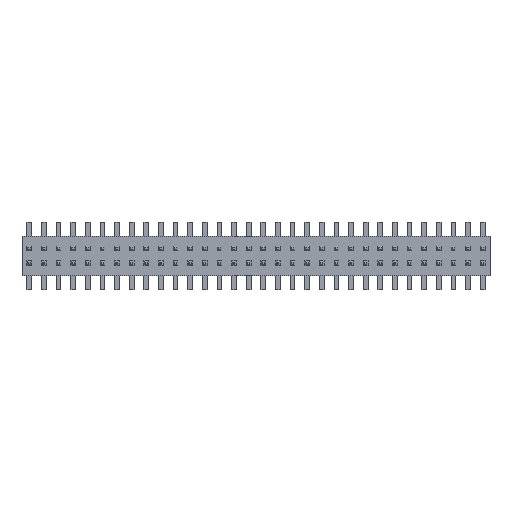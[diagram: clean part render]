
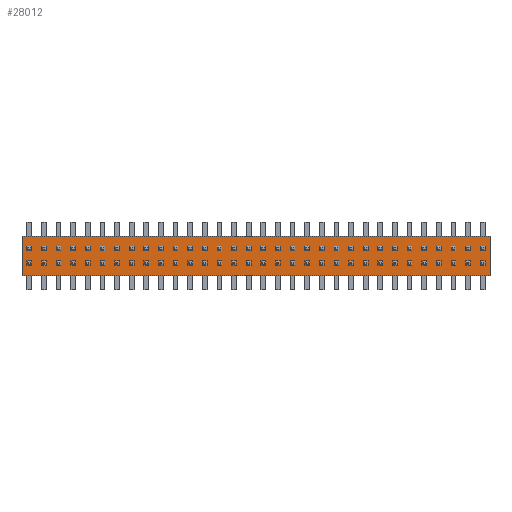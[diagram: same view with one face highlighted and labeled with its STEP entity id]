
A CAD part, top view. The second image highlights one B-rep face of the part: STEP entity #28012.
In plain terms, the highlighted face is planar.
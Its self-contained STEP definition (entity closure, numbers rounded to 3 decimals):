
#27880 = EDGE_CURVE('',#27881,#27883,#27885,.T.);
#27881 = VERTEX_POINT('',#27882);
#27882 = CARTESIAN_POINT('',(-20.32,1.753,-1.715));
#27883 = VERTEX_POINT('',#27884);
#27884 = CARTESIAN_POINT('',(-20.32,1.753,1.715));
#27885 = LINE('',#27886,#27887);
#27886 = CARTESIAN_POINT('',(-20.32,1.753,-1.715));
#27887 = VECTOR('',#27888,1.);
#27888 = DIRECTION('',(0.,0.,1.));
#27920 = EDGE_CURVE('',#27883,#27921,#27923,.T.);
#27921 = VERTEX_POINT('',#27922);
#27922 = CARTESIAN_POINT('',(20.32,1.753,1.715));
#27923 = LINE('',#27924,#27925);
#27924 = CARTESIAN_POINT('',(-20.32,1.753,1.715));
#27925 = VECTOR('',#27926,1.);
#27926 = DIRECTION('',(1.,0.,0.));
#27951 = EDGE_CURVE('',#27921,#27952,#27954,.T.);
#27952 = VERTEX_POINT('',#27953);
#27953 = CARTESIAN_POINT('',(20.32,1.753,-1.715));
#27954 = LINE('',#27955,#27956);
#27955 = CARTESIAN_POINT('',(20.32,1.753,1.715));
#27956 = VECTOR('',#27957,1.);
#27957 = DIRECTION('',(0.,0.,-1.));
#27982 = EDGE_CURVE('',#27952,#27881,#27983,.T.);
#27983 = LINE('',#27984,#27985);
#27984 = CARTESIAN_POINT('',(20.32,1.753,-1.715));
#27985 = VECTOR('',#27986,1.);
#27986 = DIRECTION('',(-1.,0.,0.));
#28012 = ADVANCED_FACE('',(#28013),#28019,.T.);
#28013 = FACE_BOUND('',#28014,.T.);
#28014 = EDGE_LOOP('',(#28015,#28016,#28017,#28018));
#28015 = ORIENTED_EDGE('',*,*,#27880,.T.);
#28016 = ORIENTED_EDGE('',*,*,#27920,.T.);
#28017 = ORIENTED_EDGE('',*,*,#27951,.T.);
#28018 = ORIENTED_EDGE('',*,*,#27982,.T.);
#28019 = PLANE('',#28020);
#28020 = AXIS2_PLACEMENT_3D('',#28021,#28022,#28023);
#28021 = CARTESIAN_POINT('',(0.,1.753,0.));
#28022 = DIRECTION('',(0.,1.,0.));
#28023 = DIRECTION('',(0.,-0.,1.));
